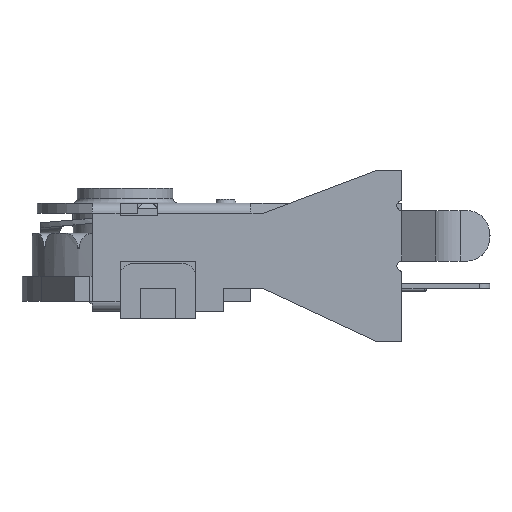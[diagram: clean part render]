
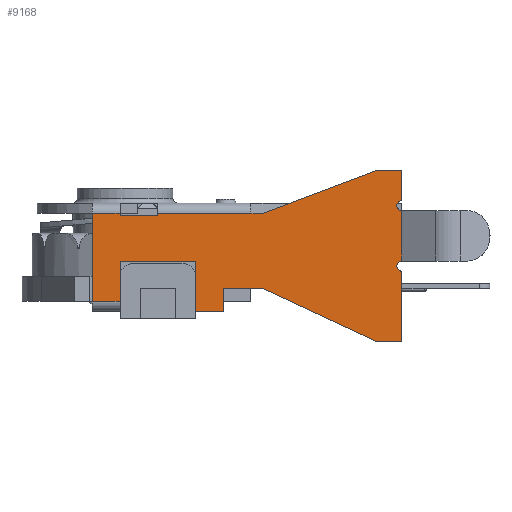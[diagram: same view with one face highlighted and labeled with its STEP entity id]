
A CAD part, front view. The second image highlights one B-rep face of the part: STEP entity #9168.
In plain terms, the highlighted face is planar.
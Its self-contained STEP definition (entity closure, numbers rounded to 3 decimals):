
#458=CIRCLE('',#9908,0.2);
#460=CIRCLE('',#9911,0.2);
#908=FACE_OUTER_BOUND('',#1396,.T.);
#1396=EDGE_LOOP('',(#7795,#7796,#7797,#7798,#7799,#7800,#7801,#7802,#7803,
#7804,#7805,#7806,#7807,#7808,#7809,#7810,#7811,#7812,#7813,#7814,#7815,
#7816,#7817));
#2299=LINE('',#15548,#3314);
#2335=LINE('',#15635,#3350);
#2338=LINE('',#15640,#3353);
#2339=LINE('',#15644,#3354);
#2342=LINE('',#15650,#3357);
#2345=LINE('',#15654,#3360);
#2346=LINE('',#15656,#3361);
#2347=LINE('',#15658,#3362);
#2348=LINE('',#15660,#3363);
#2349=LINE('',#15662,#3364);
#2350=LINE('',#15664,#3365);
#2351=LINE('',#15666,#3366);
#2352=LINE('',#15668,#3367);
#2353=LINE('',#15670,#3368);
#2354=LINE('',#15672,#3369);
#2355=LINE('',#15674,#3370);
#2356=LINE('',#15676,#3371);
#2357=LINE('',#15678,#3372);
#2358=LINE('',#15680,#3373);
#2359=LINE('',#15681,#3374);
#2360=LINE('',#15682,#3375);
#3314=VECTOR('',#11867,10.);
#3350=VECTOR('',#11939,10.);
#3353=VECTOR('',#11944,10.);
#3354=VECTOR('',#11947,10.);
#3357=VECTOR('',#11952,10.);
#3360=VECTOR('',#11957,10.);
#3361=VECTOR('',#11958,10.);
#3362=VECTOR('',#11959,10.);
#3363=VECTOR('',#11960,10.);
#3364=VECTOR('',#11961,10.);
#3365=VECTOR('',#11962,10.);
#3366=VECTOR('',#11963,10.);
#3367=VECTOR('',#11964,10.);
#3368=VECTOR('',#11965,10.);
#3369=VECTOR('',#11966,10.);
#3370=VECTOR('',#11967,10.);
#3371=VECTOR('',#11968,10.);
#3372=VECTOR('',#11969,10.);
#3373=VECTOR('',#11970,10.);
#3374=VECTOR('',#11971,10.);
#3375=VECTOR('',#11972,10.);
#4250=VERTEX_POINT('',#15545);
#4251=VERTEX_POINT('',#15547);
#4261=VERTEX_POINT('',#15582);
#4263=VERTEX_POINT('',#15588);
#4284=VERTEX_POINT('',#15634);
#4285=VERTEX_POINT('',#15638);
#4286=VERTEX_POINT('',#15642);
#4287=VERTEX_POINT('',#15643);
#4288=VERTEX_POINT('',#15648);
#4289=VERTEX_POINT('',#15649);
#4290=VERTEX_POINT('',#15655);
#4291=VERTEX_POINT('',#15657);
#4292=VERTEX_POINT('',#15659);
#4293=VERTEX_POINT('',#15661);
#4294=VERTEX_POINT('',#15663);
#4295=VERTEX_POINT('',#15665);
#4296=VERTEX_POINT('',#15667);
#4297=VERTEX_POINT('',#15669);
#4298=VERTEX_POINT('',#15671);
#4299=VERTEX_POINT('',#15673);
#4300=VERTEX_POINT('',#15675);
#4301=VERTEX_POINT('',#15677);
#4302=VERTEX_POINT('',#15679);
#5482=EDGE_CURVE('',#4250,#4251,#2299,.T.);
#5500=EDGE_CURVE('',#4261,#4251,#458,.T.);
#5504=EDGE_CURVE('',#4250,#4263,#460,.T.);
#5526=EDGE_CURVE('',#4261,#4284,#2335,.T.);
#5529=EDGE_CURVE('',#4285,#4263,#2338,.T.);
#5530=EDGE_CURVE('',#4286,#4287,#2339,.T.);
#5533=EDGE_CURVE('',#4288,#4289,#2342,.T.);
#5536=EDGE_CURVE('',#4288,#4285,#2345,.T.);
#5537=EDGE_CURVE('',#4289,#4290,#2346,.T.);
#5538=EDGE_CURVE('',#4291,#4290,#2347,.T.);
#5539=EDGE_CURVE('',#4291,#4292,#2348,.T.);
#5540=EDGE_CURVE('',#4292,#4293,#2349,.T.);
#5541=EDGE_CURVE('',#4293,#4294,#2350,.T.);
#5542=EDGE_CURVE('',#4295,#4294,#2351,.T.);
#5543=EDGE_CURVE('',#4295,#4296,#2352,.T.);
#5544=EDGE_CURVE('',#4297,#4296,#2353,.T.);
#5545=EDGE_CURVE('',#4298,#4297,#2354,.T.);
#5546=EDGE_CURVE('',#4299,#4298,#2355,.T.);
#5547=EDGE_CURVE('',#4299,#4300,#2356,.T.);
#5548=EDGE_CURVE('',#4301,#4300,#2357,.T.);
#5549=EDGE_CURVE('',#4302,#4301,#2358,.T.);
#5550=EDGE_CURVE('',#4286,#4302,#2359,.T.);
#5551=EDGE_CURVE('',#4287,#4284,#2360,.T.);
#7795=ORIENTED_EDGE('',*,*,#5500,.T.);
#7796=ORIENTED_EDGE('',*,*,#5482,.F.);
#7797=ORIENTED_EDGE('',*,*,#5504,.T.);
#7798=ORIENTED_EDGE('',*,*,#5529,.F.);
#7799=ORIENTED_EDGE('',*,*,#5536,.F.);
#7800=ORIENTED_EDGE('',*,*,#5533,.T.);
#7801=ORIENTED_EDGE('',*,*,#5537,.T.);
#7802=ORIENTED_EDGE('',*,*,#5538,.F.);
#7803=ORIENTED_EDGE('',*,*,#5539,.T.);
#7804=ORIENTED_EDGE('',*,*,#5540,.T.);
#7805=ORIENTED_EDGE('',*,*,#5541,.T.);
#7806=ORIENTED_EDGE('',*,*,#5542,.F.);
#7807=ORIENTED_EDGE('',*,*,#5543,.T.);
#7808=ORIENTED_EDGE('',*,*,#5544,.F.);
#7809=ORIENTED_EDGE('',*,*,#5545,.F.);
#7810=ORIENTED_EDGE('',*,*,#5546,.F.);
#7811=ORIENTED_EDGE('',*,*,#5547,.T.);
#7812=ORIENTED_EDGE('',*,*,#5548,.F.);
#7813=ORIENTED_EDGE('',*,*,#5549,.F.);
#7814=ORIENTED_EDGE('',*,*,#5550,.F.);
#7815=ORIENTED_EDGE('',*,*,#5530,.T.);
#7816=ORIENTED_EDGE('',*,*,#5551,.T.);
#7817=ORIENTED_EDGE('',*,*,#5526,.F.);
#8724=PLANE('',#9918);
#9168=ADVANCED_FACE('',(#908),#8724,.T.);
#9908=AXIS2_PLACEMENT_3D('',#15583,#11903,#11904);
#9911=AXIS2_PLACEMENT_3D('',#15591,#11911,#11912);
#9918=AXIS2_PLACEMENT_3D('',#15653,#11955,#11956);
#11867=DIRECTION('',(0.,-1.,0.));
#11903=DIRECTION('center_axis',(0.,0.,-1.));
#11904=DIRECTION('ref_axis',(1.,0.,0.));
#11911=DIRECTION('center_axis',(0.,0.,-1.));
#11912=DIRECTION('ref_axis',(1.,0.,0.));
#11939=DIRECTION('',(0.,-1.,0.));
#11944=DIRECTION('',(0.,-1.,0.));
#11947=DIRECTION('',(0.906,-0.423,0.));
#11952=DIRECTION('',(-0.935,-0.353,0.));
#11955=DIRECTION('center_axis',(0.,0.,1.));
#11956=DIRECTION('ref_axis',(1.,0.,0.));
#11957=DIRECTION('',(1.,0.,0.));
#11958=DIRECTION('',(-1.,0.,0.));
#11959=DIRECTION('',(1.,0.,0.));
#11960=DIRECTION('',(0.,-1.,0.));
#11961=DIRECTION('',(-1.,0.,0.));
#11962=DIRECTION('',(0.,1.,0.));
#11963=DIRECTION('',(1.,0.,0.));
#11964=DIRECTION('',(0.,-1.,0.));
#11965=DIRECTION('',(-1.,0.,0.));
#11966=DIRECTION('',(0.,-1.,0.));
#11967=DIRECTION('',(-1.,0.,0.));
#11968=DIRECTION('',(0.,-1.,0.));
#11969=DIRECTION('',(-1.,0.,0.));
#11970=DIRECTION('',(0.,-1.,0.));
#11971=DIRECTION('',(-1.,0.,0.));
#11972=DIRECTION('',(1.,0.,0.));
#15545=CARTESIAN_POINT('',(11.,0.1,4.85));
#15547=CARTESIAN_POINT('',(11.,-1.9,4.85));
#15548=CARTESIAN_POINT('',(11.,-5.1,4.85));
#15582=CARTESIAN_POINT('',(11.,-2.3,4.85));
#15583=CARTESIAN_POINT('Origin',(11.,-2.1,4.85));
#15588=CARTESIAN_POINT('',(11.,0.5,4.85));
#15591=CARTESIAN_POINT('Origin',(11.,0.3,4.85));
#15634=CARTESIAN_POINT('',(11.,-5.1,4.85));
#15635=CARTESIAN_POINT('',(11.,-5.1,4.85));
#15638=CARTESIAN_POINT('',(11.,1.7,4.85));
#15640=CARTESIAN_POINT('',(11.,-5.1,4.85));
#15642=CARTESIAN_POINT('',(5.5,-3.,4.85));
#15643=CARTESIAN_POINT('',(10.,-5.1,4.85));
#15644=CARTESIAN_POINT('',(2.133,-1.429,4.85));
#15648=CARTESIAN_POINT('',(10.,1.7,4.85));
#15649=CARTESIAN_POINT('',(5.5,0.,4.85));
#15650=CARTESIAN_POINT('',(4.775,-0.274,4.85));
#15653=CARTESIAN_POINT('Origin',(-1.3,0.,4.85));
#15654=CARTESIAN_POINT('',(5.5,1.7,4.85));
#15655=CARTESIAN_POINT('',(5.,0.,4.85));
#15656=CARTESIAN_POINT('',(1.975,0.,4.85));
#15657=CARTESIAN_POINT('',(1.3,0.,4.85));
#15658=CARTESIAN_POINT('',(0.277,0.,4.85));
#15659=CARTESIAN_POINT('',(1.3,-0.1,4.85));
#15660=CARTESIAN_POINT('',(1.3,0.2,4.85));
#15661=CARTESIAN_POINT('',(-0.2,-0.1,4.85));
#15662=CARTESIAN_POINT('',(-0.336,-0.1,4.85));
#15663=CARTESIAN_POINT('',(-0.2,0.,4.85));
#15664=CARTESIAN_POINT('',(-0.2,0.2,4.85));
#15665=CARTESIAN_POINT('',(-1.3,0.,4.85));
#15666=CARTESIAN_POINT('',(0.277,0.,4.85));
#15667=CARTESIAN_POINT('',(-1.3,-3.5,4.85));
#15668=CARTESIAN_POINT('',(-1.3,0.,4.85));
#15669=CARTESIAN_POINT('',(-0.2,-3.5,4.85));
#15670=CARTESIAN_POINT('',(-1.025,-3.5,4.85));
#15671=CARTESIAN_POINT('',(-0.2,-1.9,4.85));
#15672=CARTESIAN_POINT('',(-0.2,-1.9,4.85));
#15673=CARTESIAN_POINT('',(2.8,-1.9,4.85));
#15674=CARTESIAN_POINT('',(-1.3,-1.9,4.85));
#15675=CARTESIAN_POINT('',(2.8,-3.9,4.85));
#15676=CARTESIAN_POINT('',(2.8,-1.9,4.85));
#15677=CARTESIAN_POINT('',(3.9,-3.9,4.85));
#15678=CARTESIAN_POINT('',(3.9,-3.9,4.85));
#15679=CARTESIAN_POINT('',(3.9,-3.,4.85));
#15680=CARTESIAN_POINT('',(3.9,-3.,4.85));
#15681=CARTESIAN_POINT('',(5.5,-3.,4.85));
#15682=CARTESIAN_POINT('',(5.5,-5.1,4.85));
